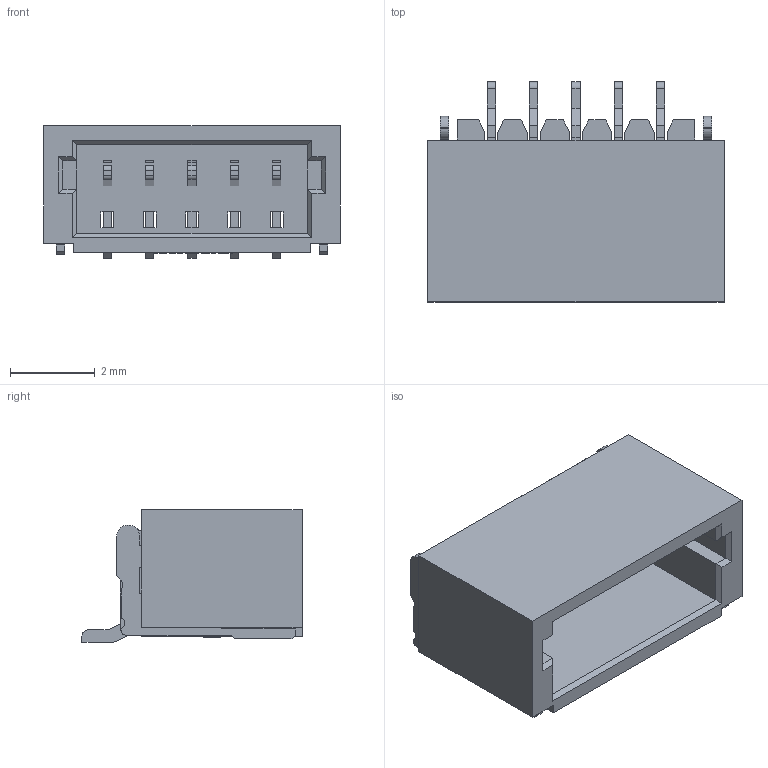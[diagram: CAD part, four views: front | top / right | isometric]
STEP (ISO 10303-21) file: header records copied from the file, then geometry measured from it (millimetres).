
FILE_DESCRIPTION(/* description */ (''),/* implementation_level */ '2;1');
FILE_NAME(/* name */ 'sh1.0_5pin_hori.step',/* time_stamp */ '2023-12-01T23:10:56+08:00',/* author */ (''),/* organization */ (''),/* preprocessor_version */ 'ST-DEVELOPER v20',/* originating_system */ 'Autodesk Translation Framework v12.9.0.99',/* authorisation */ '');
FILE_SCHEMA (('AUTOMOTIVE_DESIGN { 1 0 10303 214 3 1 1 }'));
Length unit declared in the file: millimetre
Products named in the file (3): CN1; CONN-SMD_A1002WR-S-5P; COMPOUND (2)
Assembly tree (2 placements, depth 3):
  CN1
    CONN-SMD_A1002WR-S-5P
      COMPOUND (2)
Bounding box: 7 x 5.2 x 3.14 mm (x, y, z)
Volume: 49.1 mm3; surface area: 242.9 mm2
Topology: 3 solids, 3 shells, 373 faces, 1044 edges, 692 vertices
Faces by surface type: plane 341, cylinder 32
Entity records: 12264 total; most frequent: CARTESIAN_POINT 2114, ORIENTED_EDGE 2088, DIRECTION 1864, EDGE_CURVE 1044, LINE 980, VECTOR 980, VERTEX_POINT 692, AXIS2_PLACEMENT_3D 442
